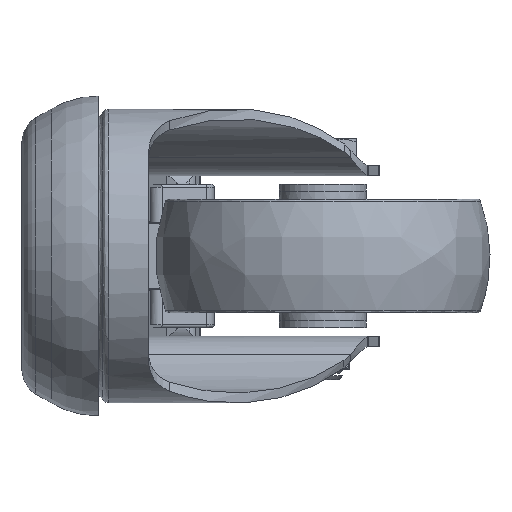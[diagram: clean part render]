
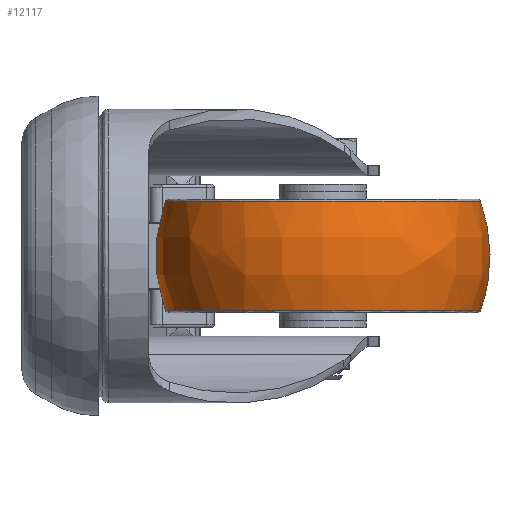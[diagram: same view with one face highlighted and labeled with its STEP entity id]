
A CAD part, left-side view. The second image highlights one B-rep face of the part: STEP entity #12117.
In plain terms, the highlighted free-form (B-spline) face has degree [3, 3] with [4, 7] control points.
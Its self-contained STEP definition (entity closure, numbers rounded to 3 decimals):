
#187 = CARTESIAN_POINT ( 'NONE',  ( -21.133, 57.512, -8.17 ) ) ;
#551 = EDGE_CURVE ( 'NONE', #13431, #13431, #5929, .T. ) ;
#1670 = DIRECTION ( 'NONE',  ( 0., -1., 0. ) ) ;
#3503 = CARTESIAN_POINT ( 'NONE',  ( 26., 57.512, 8.17 ) ) ;
#3584 = CARTESIAN_POINT ( 'NONE',  ( 76.995, 59.443, 2.836 ) ) ;
#4272 = EDGE_LOOP ( 'NONE', ( #8835 ) ) ;
#5203 = CARTESIAN_POINT ( 'NONE',  ( 26., 10.379, -8.17 ) ) ;
#5353 = CARTESIAN_POINT ( 'NONE',  ( 73.133, 10.379, 8.17 ) ) ;
#5356 = DIRECTION ( 'NONE',  ( 0., 0., 1. ) ) ;
#5437 = CARTESIAN_POINT ( 'NONE',  ( 26., 10.379, 8.17 ) ) ;
#5599 = CARTESIAN_POINT ( 'NONE',  ( -21.133, 57.512, 8.17 ) ) ;
#5851 = CARTESIAN_POINT ( 'NONE',  ( 26., 57.512, -8.17 ) ) ;
#5929 = CIRCLE ( 'NONE', #23097, 23.567 ) ;
#6007 = CARTESIAN_POINT ( 'NONE',  ( 26., 10.379, -8.17 ) ) ;
#6689 = DIRECTION ( 'NONE',  ( 0., 0., -1. ) ) ;
#7206 = CARTESIAN_POINT ( 'NONE',  ( 26., 33.946, 8.17 ) ) ;
#7334 = CARTESIAN_POINT ( 'NONE',  ( -24.995, 59.443, 2.836 ) ) ;
#8480 = VERTEX_POINT ( 'NONE', #14512 ) ;
#8772 = FACE_OUTER_BOUND ( 'NONE', #4272, .T. ) ;
#8835 = ORIENTED_EDGE ( 'NONE', *, *, #551, .T. ) ;
#9183 = CARTESIAN_POINT ( 'NONE',  ( 73.133, 57.512, 8.17 ) ) ;
#9393 = EDGE_CURVE ( 'NONE', #8480, #8480, #10573, .T. ) ;
#9431 = CARTESIAN_POINT ( 'NONE',  ( -24.995, 8.448, -2.836 ) ) ;
#9515 = CARTESIAN_POINT ( 'NONE',  ( -24.995, 8.448, 2.836 ) ) ;
#9666 = CARTESIAN_POINT ( 'NONE',  ( 26., 10.379, -8.17 ) ) ;
#10573 = CIRCLE ( 'NONE', #14262, 23.567 ) ;
#11542 =( BOUNDED_SURFACE ( )  B_SPLINE_SURFACE ( 3, 3, ( 
 ( #18654, #5353, #9183, #3503, #5599, #18512, #5437 ),
 ( #16453, #20203, #3584, #18426, #7334, #9515, #17181 ),
 ( #20521, #18734, #17113, #13455, #11614, #9431, #14954 ),
 ( #6007, #22436, #20749, #5851, #187, #13218, #9666 ) ),
 .UNSPECIFIED., .F., .T., .T. ) 
 B_SPLINE_SURFACE_WITH_KNOTS ( ( 4, 4 ),
 ( 4, 3, 4 ),
 ( 0., 1. ),
 ( 0., 0.5, 1. ),
 .UNSPECIFIED. ) 
 GEOMETRIC_REPRESENTATION_ITEM ( )  RATIONAL_B_SPLINE_SURFACE ( (
 ( 1., 0.333, 0.333, 1., 0.333, 0.333, 1.),
 ( 0.96, 0.32, 0.32, 0.96, 0.32, 0.32, 0.96),
 ( 0.96, 0.32, 0.32, 0.96, 0.32, 0.32, 0.96),
 ( 1., 0.333, 0.333, 1., 0.333, 0.333, 1.) ) ) 
 REPRESENTATION_ITEM ( '' )  SURFACE ( )  );
#11614 = CARTESIAN_POINT ( 'NONE',  ( -24.995, 59.443, -2.836 ) ) ;
#12117 = ADVANCED_FACE ( 'NONE', ( #22113, #8772 ), #11542, .T. ) ;
#13218 = CARTESIAN_POINT ( 'NONE',  ( -21.133, 10.379, -8.17 ) ) ;
#13292 = ORIENTED_EDGE ( 'NONE', *, *, #9393, .T. ) ;
#13431 = VERTEX_POINT ( 'NONE', #5203 ) ;
#13455 = CARTESIAN_POINT ( 'NONE',  ( 26., 59.443, -2.836 ) ) ;
#14262 = AXIS2_PLACEMENT_3D ( 'NONE', #7206, #6689, #15328 ) ;
#14441 = EDGE_LOOP ( 'NONE', ( #13292 ) ) ;
#14512 = CARTESIAN_POINT ( 'NONE',  ( 26., 10.379, 8.17 ) ) ;
#14954 = CARTESIAN_POINT ( 'NONE',  ( 26., 8.448, -2.836 ) ) ;
#15328 = DIRECTION ( 'NONE',  ( 0., -1., 0. ) ) ;
#16453 = CARTESIAN_POINT ( 'NONE',  ( 26., 8.448, 2.836 ) ) ;
#17113 = CARTESIAN_POINT ( 'NONE',  ( 76.995, 59.443, -2.836 ) ) ;
#17181 = CARTESIAN_POINT ( 'NONE',  ( 26., 8.448, 2.836 ) ) ;
#18426 = CARTESIAN_POINT ( 'NONE',  ( 26., 59.443, 2.836 ) ) ;
#18512 = CARTESIAN_POINT ( 'NONE',  ( -21.133, 10.379, 8.17 ) ) ;
#18654 = CARTESIAN_POINT ( 'NONE',  ( 26., 10.379, 8.17 ) ) ;
#18734 = CARTESIAN_POINT ( 'NONE',  ( 76.995, 8.448, -2.836 ) ) ;
#20203 = CARTESIAN_POINT ( 'NONE',  ( 76.995, 8.448, 2.836 ) ) ;
#20521 = CARTESIAN_POINT ( 'NONE',  ( 26., 8.448, -2.836 ) ) ;
#20749 = CARTESIAN_POINT ( 'NONE',  ( 73.133, 57.512, -8.17 ) ) ;
#21706 = CARTESIAN_POINT ( 'NONE',  ( 26., 33.946, -8.17 ) ) ;
#22113 = FACE_OUTER_BOUND ( 'NONE', #14441, .T. ) ;
#22436 = CARTESIAN_POINT ( 'NONE',  ( 73.133, 10.379, -8.17 ) ) ;
#23097 = AXIS2_PLACEMENT_3D ( 'NONE', #21706, #5356, #1670 ) ;
